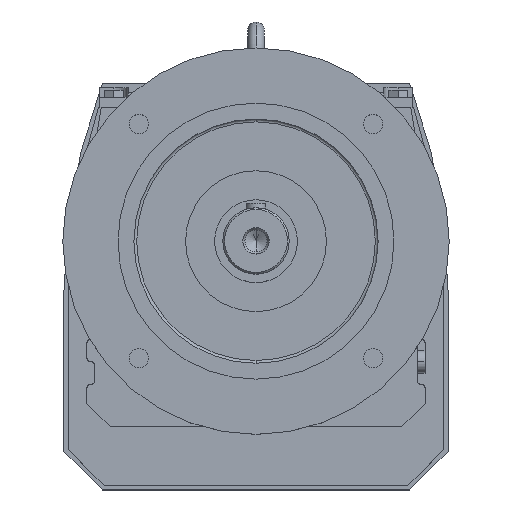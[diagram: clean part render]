
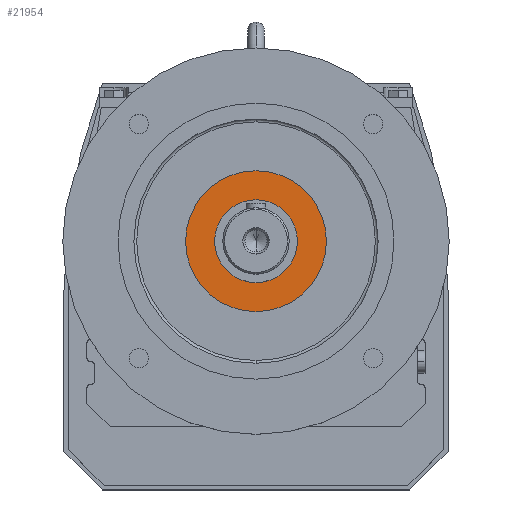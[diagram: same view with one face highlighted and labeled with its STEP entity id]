
A CAD part, top view. The second image highlights one B-rep face of the part: STEP entity #21954.
In plain terms, the highlighted planar face has unit normal (0, 0, 1).
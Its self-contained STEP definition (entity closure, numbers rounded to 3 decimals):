
#21811 = CYLINDRICAL_SURFACE('',#21812,63.788);
#21812 = AXIS2_PLACEMENT_3D('',#21813,#21814,#21815);
#21813 = CARTESIAN_POINT('',(0.,10.2,440.));
#21814 = DIRECTION('',(0.,0.,1.));
#21815 = DIRECTION('',(0.,-1.,0.));
#21841 = CYLINDRICAL_SURFACE('',#21842,63.788);
#21842 = AXIS2_PLACEMENT_3D('',#21843,#21844,#21845);
#21843 = CARTESIAN_POINT('',(0.,10.2,440.));
#21844 = DIRECTION('',(0.,0.,1.));
#21845 = DIRECTION('',(0.,-1.,0.));
#21860 = VERTEX_POINT('',#21861);
#21861 = CARTESIAN_POINT('',(0.,73.988,308.));
#21882 = VERTEX_POINT('',#21883);
#21883 = CARTESIAN_POINT('',(0.,-53.588,308.));
#21902 = EDGE_CURVE('',#21860,#21882,#21903,.T.);
#21903 = SURFACE_CURVE('',#21904,(#21909,#21915),.PCURVE_S1.);
#21904 = CIRCLE('',#21905,63.788);
#21905 = AXIS2_PLACEMENT_3D('',#21906,#21907,#21908);
#21906 = CARTESIAN_POINT('',(0.,10.2,308.));
#21907 = DIRECTION('',(0.,0.,-1.));
#21908 = DIRECTION('',(-1.,0.,0.));
#21909 = PCURVE('',#21811,#21910);
#21910 = DEFINITIONAL_REPRESENTATION('',(#21911),#21914);
#21911 = B_SPLINE_CURVE_WITH_KNOTS('',1,(#21912,#21913),.UNSPECIFIED.,
  .F.,.F.,(2,2),(1.571,4.712),
  .PIECEWISE_BEZIER_KNOTS.);
#21912 = CARTESIAN_POINT('',(3.142,-132.));
#21913 = CARTESIAN_POINT('',(0.,-132.));
#21914 = ( GEOMETRIC_REPRESENTATION_CONTEXT(2) 
PARAMETRIC_REPRESENTATION_CONTEXT() REPRESENTATION_CONTEXT('2D SPACE',''
  ) );
#21915 = PCURVE('',#21916,#21921);
#21916 = PLANE('',#21917);
#21917 = AXIS2_PLACEMENT_3D('',#21918,#21919,#21920);
#21918 = CARTESIAN_POINT('',(-27.516,-0.084,308.));
#21919 = DIRECTION('',(0.,0.,-1.));
#21920 = DIRECTION('',(-1.,0.,0.));
#21921 = DEFINITIONAL_REPRESENTATION('',(#21922),#21926);
#21922 = CIRCLE('',#21923,63.788);
#21923 = AXIS2_PLACEMENT_2D('',#21924,#21925);
#21924 = CARTESIAN_POINT('',(-27.516,10.284));
#21925 = DIRECTION('',(1.,0.));
#21926 = ( GEOMETRIC_REPRESENTATION_CONTEXT(2) 
PARAMETRIC_REPRESENTATION_CONTEXT() REPRESENTATION_CONTEXT('2D SPACE',''
  ) );
#21931 = EDGE_CURVE('',#21882,#21860,#21932,.T.);
#21932 = SURFACE_CURVE('',#21933,(#21938,#21944),.PCURVE_S1.);
#21933 = CIRCLE('',#21934,63.788);
#21934 = AXIS2_PLACEMENT_3D('',#21935,#21936,#21937);
#21935 = CARTESIAN_POINT('',(0.,10.2,308.));
#21936 = DIRECTION('',(0.,0.,-1.));
#21937 = DIRECTION('',(-1.,0.,0.));
#21938 = PCURVE('',#21841,#21939);
#21939 = DEFINITIONAL_REPRESENTATION('',(#21940),#21943);
#21940 = B_SPLINE_CURVE_WITH_KNOTS('',1,(#21941,#21942),.UNSPECIFIED.,
  .F.,.F.,(2,2),(4.712,7.854),
  .PIECEWISE_BEZIER_KNOTS.);
#21941 = CARTESIAN_POINT('',(6.283,-132.));
#21942 = CARTESIAN_POINT('',(3.142,-132.));
#21943 = ( GEOMETRIC_REPRESENTATION_CONTEXT(2) 
PARAMETRIC_REPRESENTATION_CONTEXT() REPRESENTATION_CONTEXT('2D SPACE',''
  ) );
#21944 = PCURVE('',#21916,#21945);
#21945 = DEFINITIONAL_REPRESENTATION('',(#21946),#21950);
#21946 = CIRCLE('',#21947,63.788);
#21947 = AXIS2_PLACEMENT_2D('',#21948,#21949);
#21948 = CARTESIAN_POINT('',(-27.516,10.284));
#21949 = DIRECTION('',(1.,0.));
#21950 = ( GEOMETRIC_REPRESENTATION_CONTEXT(2) 
PARAMETRIC_REPRESENTATION_CONTEXT() REPRESENTATION_CONTEXT('2D SPACE',''
  ) );
#21954 = ADVANCED_FACE('',(#21955,#22021),#21916,.F.);
#21955 = FACE_BOUND('',#21956,.T.);
#21956 = EDGE_LOOP('',(#21957,#21991));
#21957 = ORIENTED_EDGE('',*,*,#21958,.F.);
#21958 = EDGE_CURVE('',#21959,#21961,#21963,.T.);
#21959 = VERTEX_POINT('',#21960);
#21960 = CARTESIAN_POINT('',(0.,-27.3,308.));
#21961 = VERTEX_POINT('',#21962);
#21962 = CARTESIAN_POINT('',(0.,47.7,308.));
#21963 = SURFACE_CURVE('',#21964,(#21969,#21980),.PCURVE_S1.);
#21964 = CIRCLE('',#21965,37.5);
#21965 = AXIS2_PLACEMENT_3D('',#21966,#21967,#21968);
#21966 = CARTESIAN_POINT('',(0.,10.2,308.));
#21967 = DIRECTION('',(0.,0.,1.));
#21968 = DIRECTION('',(-1.,0.,0.));
#21969 = PCURVE('',#21916,#21970);
#21970 = DEFINITIONAL_REPRESENTATION('',(#21971),#21979);
#21971 = ( BOUNDED_CURVE() B_SPLINE_CURVE(2,(#21972,#21973,#21974,#21975
    ,#21976,#21977,#21978),.UNSPECIFIED.,.F.,.F.) 
B_SPLINE_CURVE_WITH_KNOTS((1,2,2,2,2,1),(-2.094,0.,
    2.094,4.189,6.283,8.378),
.UNSPECIFIED.) CURVE() GEOMETRIC_REPRESENTATION_ITEM() 
RATIONAL_B_SPLINE_CURVE((1.,0.5,1.,0.5,1.,0.5,1.)) REPRESENTATION_ITEM(
  '') );
#21972 = CARTESIAN_POINT('',(9.984,10.284));
#21973 = CARTESIAN_POINT('',(9.984,-54.668));
#21974 = CARTESIAN_POINT('',(-46.266,-22.192));
#21975 = CARTESIAN_POINT('',(-102.516,10.284));
#21976 = CARTESIAN_POINT('',(-46.266,42.76));
#21977 = CARTESIAN_POINT('',(9.984,75.236));
#21978 = CARTESIAN_POINT('',(9.984,10.284));
#21979 = ( GEOMETRIC_REPRESENTATION_CONTEXT(2) 
PARAMETRIC_REPRESENTATION_CONTEXT() REPRESENTATION_CONTEXT('2D SPACE',''
  ) );
#21980 = PCURVE('',#21981,#21986);
#21981 = CYLINDRICAL_SURFACE('',#21982,37.5);
#21982 = AXIS2_PLACEMENT_3D('',#21983,#21984,#21985);
#21983 = CARTESIAN_POINT('',(0.,10.2,440.));
#21984 = DIRECTION('',(0.,0.,1.));
#21985 = DIRECTION('',(0.,-1.,0.));
#21986 = DEFINITIONAL_REPRESENTATION('',(#21987),#21990);
#21987 = B_SPLINE_CURVE_WITH_KNOTS('',1,(#21988,#21989),.UNSPECIFIED.,
  .F.,.F.,(2,2),(1.571,4.712),
  .PIECEWISE_BEZIER_KNOTS.);
#21988 = CARTESIAN_POINT('',(0.,-132.));
#21989 = CARTESIAN_POINT('',(3.142,-132.));
#21990 = ( GEOMETRIC_REPRESENTATION_CONTEXT(2) 
PARAMETRIC_REPRESENTATION_CONTEXT() REPRESENTATION_CONTEXT('2D SPACE',''
  ) );
#21991 = ORIENTED_EDGE('',*,*,#21992,.F.);
#21992 = EDGE_CURVE('',#21961,#21959,#21993,.T.);
#21993 = SURFACE_CURVE('',#21994,(#21999,#22010),.PCURVE_S1.);
#21994 = CIRCLE('',#21995,37.5);
#21995 = AXIS2_PLACEMENT_3D('',#21996,#21997,#21998);
#21996 = CARTESIAN_POINT('',(0.,10.2,308.));
#21997 = DIRECTION('',(0.,0.,1.));
#21998 = DIRECTION('',(-1.,0.,0.));
#21999 = PCURVE('',#21916,#22000);
#22000 = DEFINITIONAL_REPRESENTATION('',(#22001),#22009);
#22001 = ( BOUNDED_CURVE() B_SPLINE_CURVE(2,(#22002,#22003,#22004,#22005
    ,#22006,#22007,#22008),.UNSPECIFIED.,.F.,.F.) 
B_SPLINE_CURVE_WITH_KNOTS((1,2,2,2,2,1),(-2.094,0.,
    2.094,4.189,6.283,8.378),
.UNSPECIFIED.) CURVE() GEOMETRIC_REPRESENTATION_ITEM() 
RATIONAL_B_SPLINE_CURVE((1.,0.5,1.,0.5,1.,0.5,1.)) REPRESENTATION_ITEM(
  '') );
#22002 = CARTESIAN_POINT('',(9.984,10.284));
#22003 = CARTESIAN_POINT('',(9.984,-54.668));
#22004 = CARTESIAN_POINT('',(-46.266,-22.192));
#22005 = CARTESIAN_POINT('',(-102.516,10.284));
#22006 = CARTESIAN_POINT('',(-46.266,42.76));
#22007 = CARTESIAN_POINT('',(9.984,75.236));
#22008 = CARTESIAN_POINT('',(9.984,10.284));
#22009 = ( GEOMETRIC_REPRESENTATION_CONTEXT(2) 
PARAMETRIC_REPRESENTATION_CONTEXT() REPRESENTATION_CONTEXT('2D SPACE',''
  ) );
#22010 = PCURVE('',#22011,#22016);
#22011 = CYLINDRICAL_SURFACE('',#22012,37.5);
#22012 = AXIS2_PLACEMENT_3D('',#22013,#22014,#22015);
#22013 = CARTESIAN_POINT('',(0.,10.2,440.));
#22014 = DIRECTION('',(0.,0.,1.));
#22015 = DIRECTION('',(0.,-1.,0.));
#22016 = DEFINITIONAL_REPRESENTATION('',(#22017),#22020);
#22017 = B_SPLINE_CURVE_WITH_KNOTS('',1,(#22018,#22019),.UNSPECIFIED.,
  .F.,.F.,(2,2),(4.712,7.854),
  .PIECEWISE_BEZIER_KNOTS.);
#22018 = CARTESIAN_POINT('',(3.142,-132.));
#22019 = CARTESIAN_POINT('',(6.283,-132.));
#22020 = ( GEOMETRIC_REPRESENTATION_CONTEXT(2) 
PARAMETRIC_REPRESENTATION_CONTEXT() REPRESENTATION_CONTEXT('2D SPACE',''
  ) );
#22021 = FACE_BOUND('',#22022,.T.);
#22022 = EDGE_LOOP('',(#22023,#22024));
#22023 = ORIENTED_EDGE('',*,*,#21931,.F.);
#22024 = ORIENTED_EDGE('',*,*,#21902,.F.);
